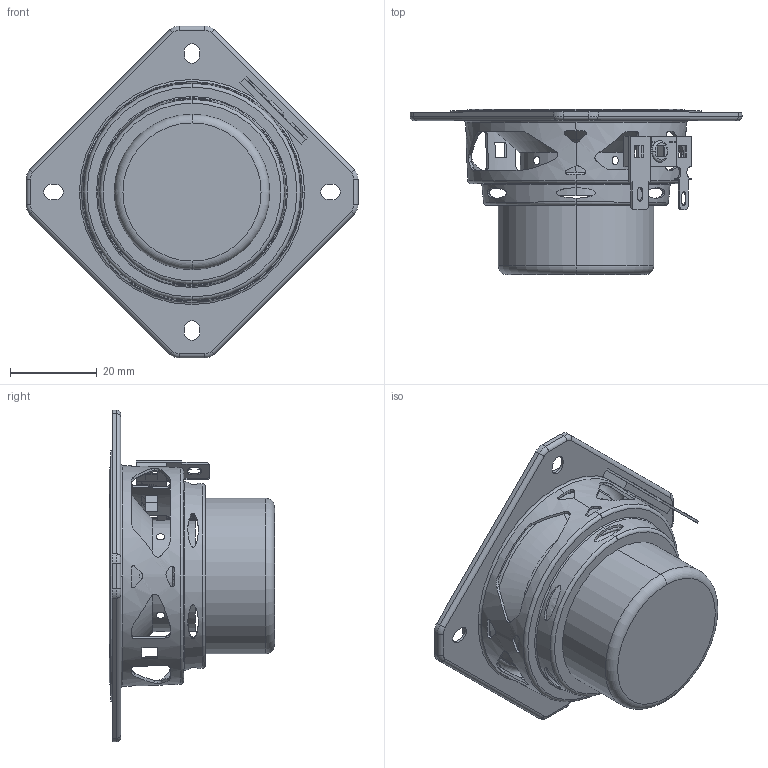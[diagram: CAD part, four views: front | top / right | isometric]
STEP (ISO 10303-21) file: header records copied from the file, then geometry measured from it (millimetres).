
FILE_DESCRIPTION (( 'STEP AP203' ), '1' );
FILE_NAME ('22NFRX8-462A 20230403.STEP', '2023-04-03T08:33:07', ( '微软用户' ), ( '微软中国' ), 'SwSTEP 2.0', 'SolidWorks 2020', '' );
FILE_SCHEMA (( 'CONFIG_CONTROL_DESIGN' ));
Length unit declared in the file: millimetre
Products named in the file (1): 22NFRX8-462A 20230403
Bounding box: 76.65 x 38.1 x 76.65 mm (x, y, z)
Surface area: 24083.4 mm2 (no closed solid volume)
Topology: 0 solids, 18 shells, 333 faces, 1059 edges, 726 vertices
Faces by surface type: cylinder 145, plane 116, torus 38, cone 16, bspline 16, sphere 2
Entity records: 15370 total; most frequent: CARTESIAN_POINT 6355, ORIENTED_EDGE 1857, DIRECTION 1713, EDGE_CURVE 1059, VERTEX_POINT 726, AXIS2_PLACEMENT_3D 616, VECTOR 481, LINE 481
